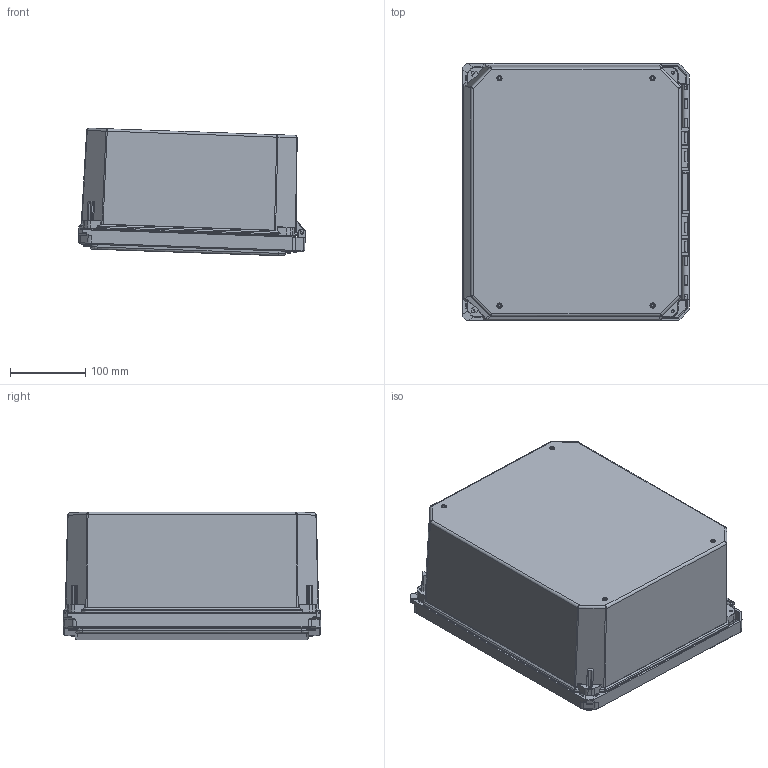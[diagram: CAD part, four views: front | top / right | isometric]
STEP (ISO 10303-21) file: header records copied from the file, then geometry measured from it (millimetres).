
FILE_DESCRIPTION (( 'STEP AP214' ), '1' );
FILE_NAME ('FR121006HW.STEP', '2021-10-07T15:11:01', ( '' ), ( '' ), 'SwSTEP 2.0', 'SolidWorks 2021', '' );
FILE_SCHEMA (( 'AUTOMOTIVE_DESIGN' ));
Length unit declared in the file: inch
Products named in the file (1): FR121006HW
Bounding box: 300.89 x 341.87 x 169.35 mm (x, y, z)
Volume: 1525754.8 mm3; surface area: 818496 mm2
Topology: 23 solids, 23 shells, 2152 faces, 5364 edges, 3183 vertices
Faces by surface type: cylinder 857, plane 647, bspline 363, torus 173, cone 86, sphere 26
Entity records: 88402 total; most frequent: CARTESIAN_POINT 41831, ORIENTED_EDGE 10534, DIRECTION 8167, EDGE_CURVE 5267, VERTEX_POINT 3180, AXIS2_PLACEMENT_3D 2862, VECTOR 2443, LINE 2443
